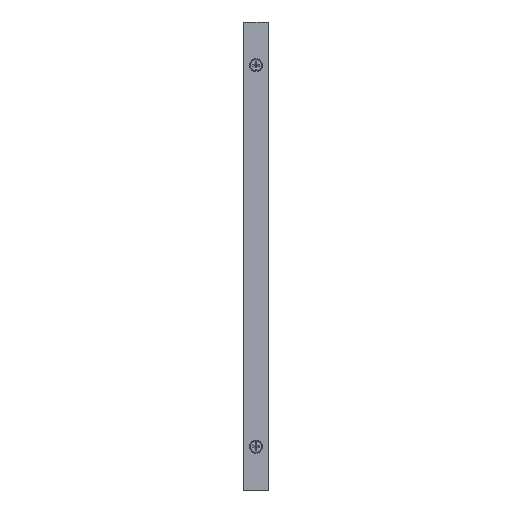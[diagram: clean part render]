
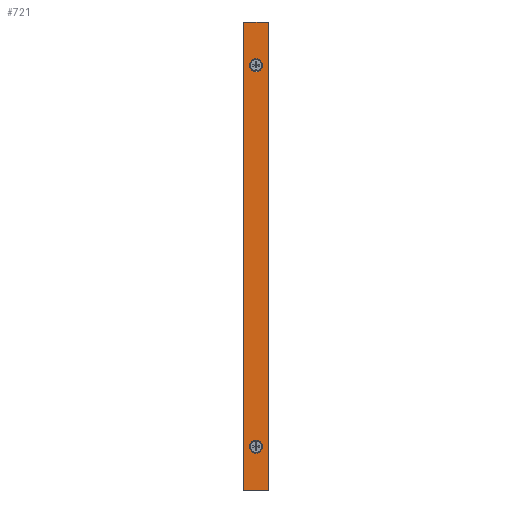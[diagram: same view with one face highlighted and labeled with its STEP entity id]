
A CAD part, front view. The second image highlights one B-rep face of the part: STEP entity #721.
In plain terms, the highlighted face is planar.
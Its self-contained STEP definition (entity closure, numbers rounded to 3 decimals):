
#112=CARTESIAN_POINT('',(3.,1.1,-29.83));
#113=VERTEX_POINT('',#112);
#114=CARTESIAN_POINT('',(0.,1.1,-29.83));
#115=DIRECTION('',(0.0,-1.0,0.0));
#116=DIRECTION('',(1.0,0.0,0.0));
#117=AXIS2_PLACEMENT_3D('',#114,#115,#116);
#118=CIRCLE('',#117,3.0);
#119=EDGE_CURVE('',#113,#113,#118,.T.);
#160=CARTESIAN_POINT('',(3.,1.1,147.97));
#161=VERTEX_POINT('',#160);
#162=CARTESIAN_POINT('',(0.,1.1,147.97));
#163=DIRECTION('',(0.0,-1.0,0.0));
#164=DIRECTION('',(1.0,0.0,0.0));
#165=AXIS2_PLACEMENT_3D('',#162,#163,#164);
#166=CIRCLE('',#165,3.0);
#167=EDGE_CURVE('',#161,#161,#166,.T.);
#251=CARTESIAN_POINT('',(-5.7,1.1,168.14));
#252=VERTEX_POINT('',#251);
#259=CARTESIAN_POINT('',(-5.7,1.1,-50.0));
#260=VERTEX_POINT('',#259);
#261=CARTESIAN_POINT('',(-5.7,1.1,-50.0));
#262=DIRECTION('',(0.0,0.0,1.0));
#263=VECTOR('',#262,218.14);
#264=LINE('',#261,#263);
#265=EDGE_CURVE('',#260,#252,#264,.T.);
#379=CARTESIAN_POINT('',(5.7,1.1,168.14));
#380=VERTEX_POINT('',#379);
#387=CARTESIAN_POINT('',(-5.7,1.1,168.14));
#388=DIRECTION('',(1.0,0.0,0.0));
#389=VECTOR('',#388,11.4);
#390=LINE('',#387,#389);
#391=EDGE_CURVE('',#252,#380,#390,.T.);
#692=CARTESIAN_POINT('',(-5.7,1.1,-50.0));
#693=DIRECTION('',(0.0,1.0,0.0));
#694=DIRECTION('',(0.0,0.0,1.0));
#695=AXIS2_PLACEMENT_3D('',#692,#693,#694);
#696=PLANE('',#695);
#697=ORIENTED_EDGE('',*,*,#391,.T.);
#698=CARTESIAN_POINT('',(5.7,1.1,-50.0));
#699=VERTEX_POINT('',#698);
#700=CARTESIAN_POINT('',(5.7,1.1,-50.0));
#701=DIRECTION('',(0.0,0.0,1.0));
#702=VECTOR('',#701,218.14);
#703=LINE('',#700,#702);
#704=EDGE_CURVE('',#699,#380,#703,.T.);
#705=ORIENTED_EDGE('',*,*,#704,.F.);
#706=CARTESIAN_POINT('',(-5.7,1.1,-50.0));
#707=DIRECTION('',(1.0,0.0,0.0));
#708=VECTOR('',#707,11.4);
#709=LINE('',#706,#708);
#710=EDGE_CURVE('',#260,#699,#709,.T.);
#711=ORIENTED_EDGE('',*,*,#710,.F.);
#712=ORIENTED_EDGE('',*,*,#265,.T.);
#713=EDGE_LOOP('',(#697,#705,#711,#712));
#714=FACE_OUTER_BOUND('',#713,.T.);
#715=ORIENTED_EDGE('',*,*,#119,.T.);
#716=EDGE_LOOP('',(#715));
#717=FACE_BOUND('',#716,.T.);
#718=ORIENTED_EDGE('',*,*,#167,.T.);
#719=EDGE_LOOP('',(#718));
#720=FACE_BOUND('',#719,.T.);
#721=ADVANCED_FACE('',(#714,#717,#720),#696,.T.);
